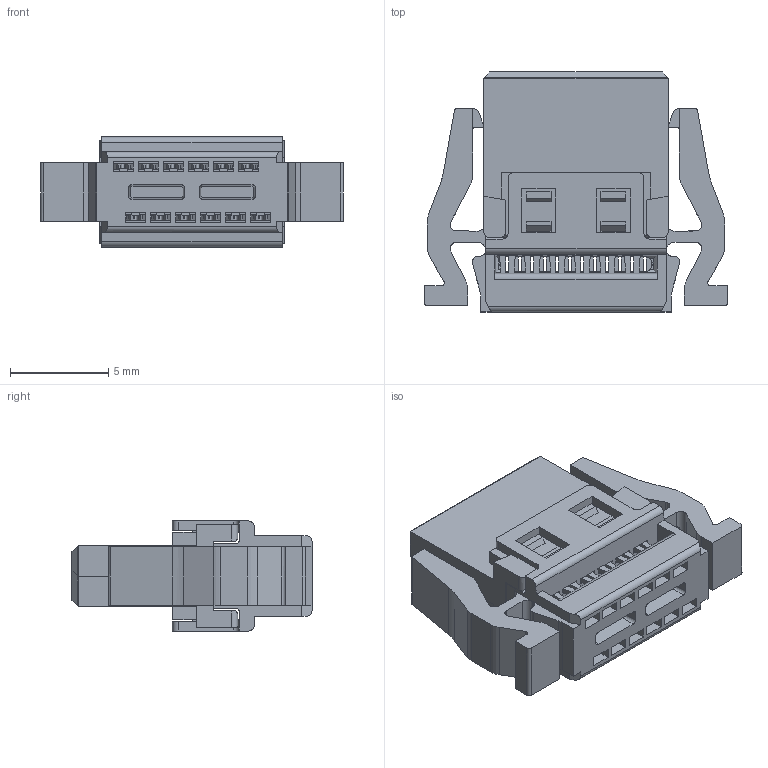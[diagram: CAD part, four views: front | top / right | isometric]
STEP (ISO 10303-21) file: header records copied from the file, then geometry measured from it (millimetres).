
FILE_DESCRIPTION(('CATIA V5 STEP Exchange','CAx-IF Rec.Pracs.--- Model Styling and Organization---1.4--- 2014-01-23'),'2;1');
FILE_NAME ('D1463933_0', '2020-10-01T10:11:13+00:00', ('none'), ('Weidmueller'), 'CATIA Version 5-6 Release 2016 SP3 HF44', 'CATIA V5 STEP AP214', 'none');
FILE_SCHEMA(('AUTOMOTIVE_DESIGN { 1 0 10303 214 1 1 1 1 }'));
Length unit declared in the file: millimetre
Products named in the file (1): 2747520000
Bounding box: 15.4 x 12.2 x 5.6 mm (x, y, z)
Volume: 479.9 mm3; surface area: 1157.7 mm2
Topology: 1 solids, 13 shells, 911 faces, 2462 edges, 1636 vertices
Faces by surface type: plane 717, cylinder 186, cone 8
Entity records: 29213 total; most frequent: CARTESIAN_POINT 6405, ORIENTED_EDGE 4924, DIRECTION 3864, EDGE_CURVE 2462, VECTOR 2056, LINE 2056, VERTEX_POINT 1636, EDGE_LOOP 1004
